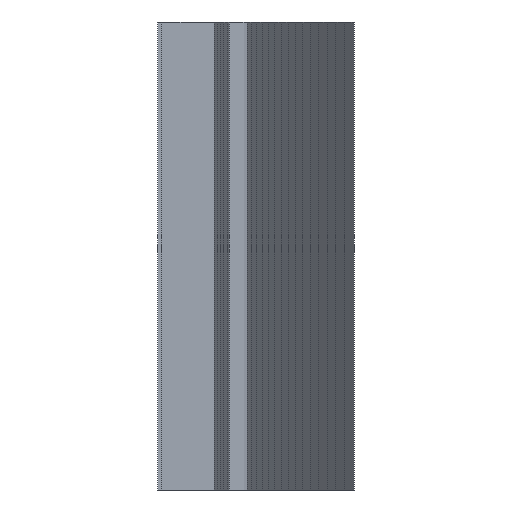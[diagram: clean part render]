
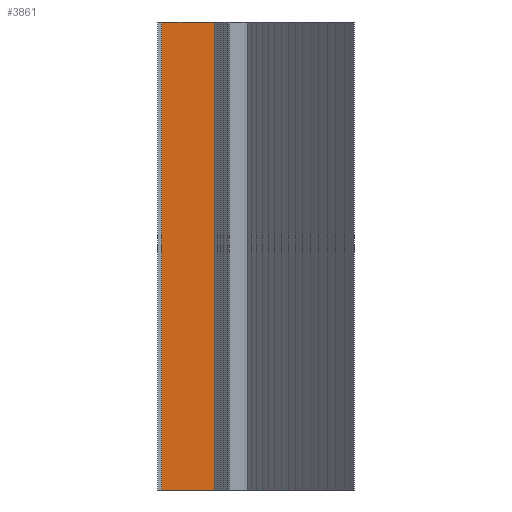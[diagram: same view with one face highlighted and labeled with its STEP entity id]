
A CAD part, left-side view. The second image highlights one B-rep face of the part: STEP entity #3861.
In plain terms, the highlighted planar face has unit normal (-1, 0, 0).
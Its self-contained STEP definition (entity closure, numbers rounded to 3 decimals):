
#419 = PLANE('',#420);
#420 = AXIS2_PLACEMENT_3D('',#421,#422,#423);
#421 = CARTESIAN_POINT('',(-0.539,-92.72,10.));
#422 = DIRECTION('',(-0.,-0.,-1.));
#423 = DIRECTION('',(-1.,0.,0.));
#475 = PLANE('',#476);
#476 = AXIS2_PLACEMENT_3D('',#477,#478,#479);
#477 = CARTESIAN_POINT('',(-0.539,-92.72,0.));
#478 = DIRECTION('',(-0.,-0.,-1.));
#479 = DIRECTION('',(-1.,0.,0.));
#1414 = VERTEX_POINT('',#1415);
#1415 = CARTESIAN_POINT('',(-27.,-92.009,10.));
#1429 = PLANE('',#1430);
#1430 = AXIS2_PLACEMENT_3D('',#1431,#1432,#1433);
#1431 = CARTESIAN_POINT('',(-28.,-92.074,8.));
#1432 = DIRECTION('',(-0.065,0.998,0.));
#1433 = DIRECTION('',(0.998,0.065,0.));
#1441 = EDGE_CURVE('',#1442,#1414,#1444,.T.);
#1442 = VERTEX_POINT('',#1443);
#1443 = CARTESIAN_POINT('',(-27.,-90.895,10.));
#1444 = SURFACE_CURVE('',#1445,(#1449,#1456),.PCURVE_S1.);
#1445 = LINE('',#1446,#1447);
#1446 = CARTESIAN_POINT('',(-27.,-90.895,10.));
#1447 = VECTOR('',#1448,1.);
#1448 = DIRECTION('',(0.,-1.,0.));
#1449 = PCURVE('',#419,#1450);
#1450 = DEFINITIONAL_REPRESENTATION('',(#1451),#1455);
#1451 = LINE('',#1452,#1453);
#1452 = CARTESIAN_POINT('',(26.461,1.825));
#1453 = VECTOR('',#1454,1.);
#1454 = DIRECTION('',(0.,-1.));
#1455 = ( GEOMETRIC_REPRESENTATION_CONTEXT(2) 
PARAMETRIC_REPRESENTATION_CONTEXT() REPRESENTATION_CONTEXT('2D SPACE',''
  ) );
#1456 = PCURVE('',#1457,#1462);
#1457 = PLANE('',#1458);
#1458 = AXIS2_PLACEMENT_3D('',#1459,#1460,#1461);
#1459 = CARTESIAN_POINT('',(-27.,-90.895,8.));
#1460 = DIRECTION('',(1.,0.,-0.));
#1461 = DIRECTION('',(0.,-1.,0.));
#1462 = DEFINITIONAL_REPRESENTATION('',(#1463),#1467);
#1463 = LINE('',#1464,#1465);
#1464 = CARTESIAN_POINT('',(0.,-2.));
#1465 = VECTOR('',#1466,1.);
#1466 = DIRECTION('',(1.,0.));
#1467 = ( GEOMETRIC_REPRESENTATION_CONTEXT(2) 
PARAMETRIC_REPRESENTATION_CONTEXT() REPRESENTATION_CONTEXT('2D SPACE',''
  ) );
#1485 = PLANE('',#1486);
#1486 = AXIS2_PLACEMENT_3D('',#1487,#1488,#1489);
#1487 = CARTESIAN_POINT('',(-23.,-90.895,8.));
#1488 = DIRECTION('',(0.,-1.,0.));
#1489 = DIRECTION('',(-1.,0.,0.));
#2696 = VERTEX_POINT('',#2697);
#2697 = CARTESIAN_POINT('',(-27.,-92.009,0.));
#2718 = EDGE_CURVE('',#2719,#2696,#2721,.T.);
#2719 = VERTEX_POINT('',#2720);
#2720 = CARTESIAN_POINT('',(-27.,-90.895,0.));
#2721 = SURFACE_CURVE('',#2722,(#2726,#2733),.PCURVE_S1.);
#2722 = LINE('',#2723,#2724);
#2723 = CARTESIAN_POINT('',(-27.,-90.895,0.));
#2724 = VECTOR('',#2725,1.);
#2725 = DIRECTION('',(0.,-1.,0.));
#2726 = PCURVE('',#475,#2727);
#2727 = DEFINITIONAL_REPRESENTATION('',(#2728),#2732);
#2728 = LINE('',#2729,#2730);
#2729 = CARTESIAN_POINT('',(26.461,1.825));
#2730 = VECTOR('',#2731,1.);
#2731 = DIRECTION('',(0.,-1.));
#2732 = ( GEOMETRIC_REPRESENTATION_CONTEXT(2) 
PARAMETRIC_REPRESENTATION_CONTEXT() REPRESENTATION_CONTEXT('2D SPACE',''
  ) );
#2733 = PCURVE('',#1457,#2734);
#2734 = DEFINITIONAL_REPRESENTATION('',(#2735),#2739);
#2735 = LINE('',#2736,#2737);
#2736 = CARTESIAN_POINT('',(0.,8.));
#2737 = VECTOR('',#2738,1.);
#2738 = DIRECTION('',(1.,0.));
#2739 = ( GEOMETRIC_REPRESENTATION_CONTEXT(2) 
PARAMETRIC_REPRESENTATION_CONTEXT() REPRESENTATION_CONTEXT('2D SPACE',''
  ) );
#3840 = EDGE_CURVE('',#1414,#2696,#3841,.T.);
#3841 = SURFACE_CURVE('',#3842,(#3846,#3853),.PCURVE_S1.);
#3842 = LINE('',#3843,#3844);
#3843 = CARTESIAN_POINT('',(-27.,-92.009,10.));
#3844 = VECTOR('',#3845,1.);
#3845 = DIRECTION('',(0.,0.,-1.));
#3846 = PCURVE('',#1429,#3847);
#3847 = DEFINITIONAL_REPRESENTATION('',(#3848),#3852);
#3848 = LINE('',#3849,#3850);
#3849 = CARTESIAN_POINT('',(1.002,-2.));
#3850 = VECTOR('',#3851,1.);
#3851 = DIRECTION('',(0.,1.));
#3852 = ( GEOMETRIC_REPRESENTATION_CONTEXT(2) 
PARAMETRIC_REPRESENTATION_CONTEXT() REPRESENTATION_CONTEXT('2D SPACE',''
  ) );
#3853 = PCURVE('',#1457,#3854);
#3854 = DEFINITIONAL_REPRESENTATION('',(#3855),#3859);
#3855 = LINE('',#3856,#3857);
#3856 = CARTESIAN_POINT('',(1.114,-2.));
#3857 = VECTOR('',#3858,1.);
#3858 = DIRECTION('',(0.,1.));
#3859 = ( GEOMETRIC_REPRESENTATION_CONTEXT(2) 
PARAMETRIC_REPRESENTATION_CONTEXT() REPRESENTATION_CONTEXT('2D SPACE',''
  ) );
#3861 = ADVANCED_FACE('',(#3862),#1457,.F.);
#3862 = FACE_BOUND('',#3863,.F.);
#3863 = EDGE_LOOP('',(#3864,#3865,#3866,#3887));
#3864 = ORIENTED_EDGE('',*,*,#3840,.T.);
#3865 = ORIENTED_EDGE('',*,*,#2718,.F.);
#3866 = ORIENTED_EDGE('',*,*,#3867,.F.);
#3867 = EDGE_CURVE('',#1442,#2719,#3868,.T.);
#3868 = SURFACE_CURVE('',#3869,(#3873,#3880),.PCURVE_S1.);
#3869 = LINE('',#3870,#3871);
#3870 = CARTESIAN_POINT('',(-27.,-90.895,10.));
#3871 = VECTOR('',#3872,1.);
#3872 = DIRECTION('',(0.,0.,-1.));
#3873 = PCURVE('',#1457,#3874);
#3874 = DEFINITIONAL_REPRESENTATION('',(#3875),#3879);
#3875 = LINE('',#3876,#3877);
#3876 = CARTESIAN_POINT('',(0.,-2.));
#3877 = VECTOR('',#3878,1.);
#3878 = DIRECTION('',(0.,1.));
#3879 = ( GEOMETRIC_REPRESENTATION_CONTEXT(2) 
PARAMETRIC_REPRESENTATION_CONTEXT() REPRESENTATION_CONTEXT('2D SPACE',''
  ) );
#3880 = PCURVE('',#1485,#3881);
#3881 = DEFINITIONAL_REPRESENTATION('',(#3882),#3886);
#3882 = LINE('',#3883,#3884);
#3883 = CARTESIAN_POINT('',(4.,-2.));
#3884 = VECTOR('',#3885,1.);
#3885 = DIRECTION('',(0.,1.));
#3886 = ( GEOMETRIC_REPRESENTATION_CONTEXT(2) 
PARAMETRIC_REPRESENTATION_CONTEXT() REPRESENTATION_CONTEXT('2D SPACE',''
  ) );
#3887 = ORIENTED_EDGE('',*,*,#1441,.T.);
